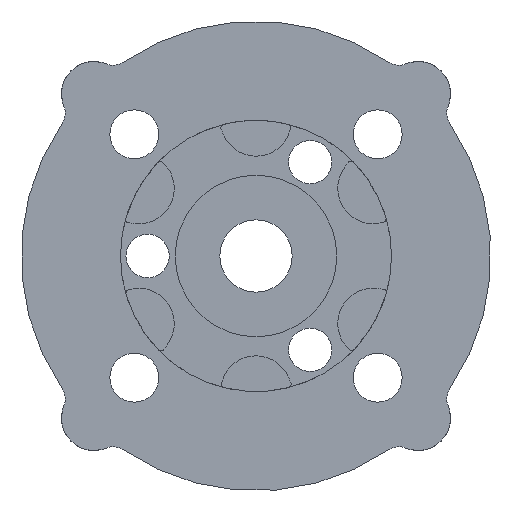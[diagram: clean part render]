
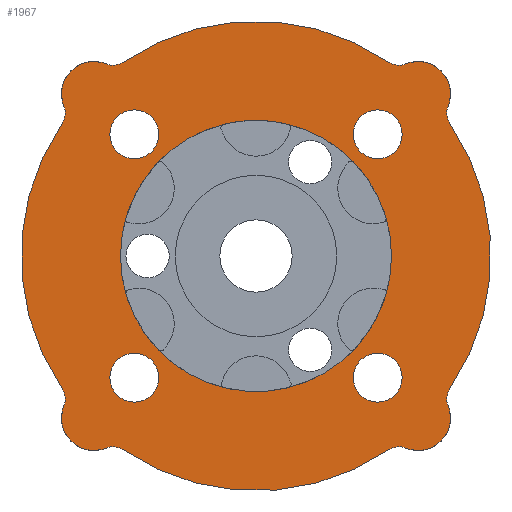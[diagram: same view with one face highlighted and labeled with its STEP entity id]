
A CAD part, front view. The second image highlights one B-rep face of the part: STEP entity #1967.
In plain terms, the highlighted planar face has unit normal (0, -1, 0).
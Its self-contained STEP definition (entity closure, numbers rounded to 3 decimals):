
#26=FACE_BOUND('',#215,.T.);
#27=FACE_BOUND('',#216,.T.);
#28=FACE_BOUND('',#217,.T.);
#29=FACE_BOUND('',#218,.T.);
#30=FACE_BOUND('',#219,.T.);
#35=PLANE('',#2242);
#102=FACE_OUTER_BOUND('',#214,.T.);
#214=EDGE_LOOP('',(#1560,#1561,#1562,#1563,#1564,#1565,#1566,#1567,#1568,
#1569,#1570,#1571,#1572,#1573,#1574,#1575));
#215=EDGE_LOOP('',(#1576,#1577));
#216=EDGE_LOOP('',(#1578,#1579));
#217=EDGE_LOOP('',(#1580,#1581));
#218=EDGE_LOOP('',(#1582,#1583));
#219=EDGE_LOOP('',(#1584,#1585));
#509=CIRCLE('',#2050,1.);
#512=CIRCLE('',#2054,1.);
#521=CIRCLE('',#2068,1.786);
#525=CIRCLE('',#2073,1.786);
#561=CIRCLE('',#2123,1.353);
#564=CIRCLE('',#2126,1.353);
#565=CIRCLE('',#2128,1.353);
#568=CIRCLE('',#2131,1.353);
#569=CIRCLE('',#2133,1.353);
#572=CIRCLE('',#2136,1.353);
#573=CIRCLE('',#2138,1.353);
#576=CIRCLE('',#2141,1.353);
#582=CIRCLE('',#2149,13.);
#590=CIRCLE('',#2158,7.5);
#591=CIRCLE('',#2159,7.5);
#633=CIRCLE('',#2205,13.);
#634=CIRCLE('',#2207,13.);
#635=CIRCLE('',#2209,13.);
#663=CIRCLE('',#2243,1.);
#664=CIRCLE('',#2244,1.);
#665=CIRCLE('',#2245,1.);
#666=CIRCLE('',#2246,1.786);
#667=CIRCLE('',#2247,1.);
#668=CIRCLE('',#2248,1.786);
#669=CIRCLE('',#2249,1.);
#670=CIRCLE('',#2250,1.);
#702=VERTEX_POINT('',#3049);
#703=VERTEX_POINT('',#3050);
#708=VERTEX_POINT('',#3061);
#709=VERTEX_POINT('',#3063);
#726=VERTEX_POINT('',#3103);
#732=VERTEX_POINT('',#3117);
#733=VERTEX_POINT('',#3118);
#786=VERTEX_POINT('',#3319);
#787=VERTEX_POINT('',#3320);
#790=VERTEX_POINT('',#3329);
#791=VERTEX_POINT('',#3330);
#794=VERTEX_POINT('',#3339);
#795=VERTEX_POINT('',#3340);
#798=VERTEX_POINT('',#3349);
#799=VERTEX_POINT('',#3350);
#807=VERTEX_POINT('',#3371);
#818=VERTEX_POINT('',#3397);
#819=VERTEX_POINT('',#3399);
#865=VERTEX_POINT('',#3510);
#866=VERTEX_POINT('',#3511);
#867=VERTEX_POINT('',#3516);
#868=VERTEX_POINT('',#3520);
#869=VERTEX_POINT('',#3521);
#885=VERTEX_POINT('',#3577);
#886=VERTEX_POINT('',#3580);
#887=VERTEX_POINT('',#3582);
#914=EDGE_CURVE('',#702,#703,#509,.T.);
#920=EDGE_CURVE('',#709,#708,#512,.T.);
#938=EDGE_CURVE('',#726,#708,#521,.T.);
#945=EDGE_CURVE('',#732,#733,#525,.T.);
#1009=EDGE_CURVE('',#786,#787,#561,.T.);
#1013=EDGE_CURVE('',#787,#786,#564,.T.);
#1014=EDGE_CURVE('',#790,#791,#565,.T.);
#1018=EDGE_CURVE('',#791,#790,#568,.T.);
#1019=EDGE_CURVE('',#794,#795,#569,.T.);
#1023=EDGE_CURVE('',#795,#794,#572,.T.);
#1024=EDGE_CURVE('',#798,#799,#573,.T.);
#1028=EDGE_CURVE('',#799,#798,#576,.T.);
#1036=EDGE_CURVE('',#703,#807,#582,.T.);
#1050=EDGE_CURVE('',#818,#819,#590,.T.);
#1051=EDGE_CURVE('',#819,#818,#591,.T.);
#1111=EDGE_CURVE('',#865,#866,#633,.T.);
#1114=EDGE_CURVE('',#867,#709,#634,.T.);
#1116=EDGE_CURVE('',#868,#869,#635,.T.);
#1148=EDGE_CURVE('',#732,#867,#663,.T.);
#1149=EDGE_CURVE('',#726,#865,#664,.T.);
#1150=EDGE_CURVE('',#866,#885,#665,.T.);
#1151=EDGE_CURVE('',#702,#885,#666,.T.);
#1152=EDGE_CURVE('',#807,#886,#667,.T.);
#1153=EDGE_CURVE('',#887,#886,#668,.T.);
#1154=EDGE_CURVE('',#887,#868,#669,.T.);
#1155=EDGE_CURVE('',#869,#733,#670,.T.);
#1560=ORIENTED_EDGE('',*,*,#945,.F.);
#1561=ORIENTED_EDGE('',*,*,#1148,.T.);
#1562=ORIENTED_EDGE('',*,*,#1114,.T.);
#1563=ORIENTED_EDGE('',*,*,#920,.T.);
#1564=ORIENTED_EDGE('',*,*,#938,.F.);
#1565=ORIENTED_EDGE('',*,*,#1149,.T.);
#1566=ORIENTED_EDGE('',*,*,#1111,.T.);
#1567=ORIENTED_EDGE('',*,*,#1150,.T.);
#1568=ORIENTED_EDGE('',*,*,#1151,.F.);
#1569=ORIENTED_EDGE('',*,*,#914,.T.);
#1570=ORIENTED_EDGE('',*,*,#1036,.T.);
#1571=ORIENTED_EDGE('',*,*,#1152,.T.);
#1572=ORIENTED_EDGE('',*,*,#1153,.F.);
#1573=ORIENTED_EDGE('',*,*,#1154,.T.);
#1574=ORIENTED_EDGE('',*,*,#1116,.T.);
#1575=ORIENTED_EDGE('',*,*,#1155,.T.);
#1576=ORIENTED_EDGE('',*,*,#1009,.F.);
#1577=ORIENTED_EDGE('',*,*,#1013,.F.);
#1578=ORIENTED_EDGE('',*,*,#1014,.F.);
#1579=ORIENTED_EDGE('',*,*,#1018,.F.);
#1580=ORIENTED_EDGE('',*,*,#1019,.F.);
#1581=ORIENTED_EDGE('',*,*,#1023,.F.);
#1582=ORIENTED_EDGE('',*,*,#1024,.F.);
#1583=ORIENTED_EDGE('',*,*,#1028,.F.);
#1584=ORIENTED_EDGE('',*,*,#1051,.F.);
#1585=ORIENTED_EDGE('',*,*,#1050,.F.);
#1967=ADVANCED_FACE('',(#102,#26,#27,#28,#29,#30),#35,.T.);
#2050=AXIS2_PLACEMENT_3D('',#3051,#2347,#2348);
#2054=AXIS2_PLACEMENT_3D('',#3064,#2358,#2359);
#2068=AXIS2_PLACEMENT_3D('',#3104,#2395,#2396);
#2073=AXIS2_PLACEMENT_3D('',#3119,#2408,#2409);
#2123=AXIS2_PLACEMENT_3D('',#3321,#2530,#2531);
#2126=AXIS2_PLACEMENT_3D('',#3327,#2537,#2538);
#2128=AXIS2_PLACEMENT_3D('',#3331,#2541,#2542);
#2131=AXIS2_PLACEMENT_3D('',#3337,#2548,#2549);
#2133=AXIS2_PLACEMENT_3D('',#3341,#2552,#2553);
#2136=AXIS2_PLACEMENT_3D('',#3347,#2559,#2560);
#2138=AXIS2_PLACEMENT_3D('',#3351,#2563,#2564);
#2141=AXIS2_PLACEMENT_3D('',#3357,#2570,#2571);
#2149=AXIS2_PLACEMENT_3D('',#3373,#2588,#2589);
#2158=AXIS2_PLACEMENT_3D('',#3400,#2612,#2613);
#2159=AXIS2_PLACEMENT_3D('',#3401,#2614,#2615);
#2205=AXIS2_PLACEMENT_3D('',#3512,#2724,#2725);
#2207=AXIS2_PLACEMENT_3D('',#3517,#2730,#2731);
#2209=AXIS2_PLACEMENT_3D('',#3522,#2735,#2736);
#2242=AXIS2_PLACEMENT_3D('',#3574,#2805,#2806);
#2243=AXIS2_PLACEMENT_3D('',#3575,#2807,#2808);
#2244=AXIS2_PLACEMENT_3D('',#3576,#2809,#2810);
#2245=AXIS2_PLACEMENT_3D('',#3578,#2811,#2812);
#2246=AXIS2_PLACEMENT_3D('',#3579,#2813,#2814);
#2247=AXIS2_PLACEMENT_3D('',#3581,#2815,#2816);
#2248=AXIS2_PLACEMENT_3D('',#3583,#2817,#2818);
#2249=AXIS2_PLACEMENT_3D('',#3584,#2819,#2820);
#2250=AXIS2_PLACEMENT_3D('',#3585,#2821,#2822);
#2347=DIRECTION('center_axis',(0.,1.,0.));
#2348=DIRECTION('ref_axis',(0.,0.,-1.));
#2358=DIRECTION('center_axis',(0.,1.,0.));
#2359=DIRECTION('ref_axis',(0.,0.,-1.));
#2395=DIRECTION('center_axis',(0.,1.,0.));
#2396=DIRECTION('ref_axis',(0.,0.,-1.));
#2408=DIRECTION('center_axis',(0.,1.,0.));
#2409=DIRECTION('ref_axis',(0.,0.,-1.));
#2530=DIRECTION('center_axis',(0.,-1.,0.));
#2531=DIRECTION('ref_axis',(0.,0.,-1.));
#2537=DIRECTION('center_axis',(0.,-1.,0.));
#2538=DIRECTION('ref_axis',(0.,0.,-1.));
#2541=DIRECTION('center_axis',(0.,-1.,0.));
#2542=DIRECTION('ref_axis',(0.,0.,-1.));
#2548=DIRECTION('center_axis',(0.,-1.,0.));
#2549=DIRECTION('ref_axis',(0.,0.,-1.));
#2552=DIRECTION('center_axis',(0.,-1.,0.));
#2553=DIRECTION('ref_axis',(0.,0.,-1.));
#2559=DIRECTION('center_axis',(0.,-1.,0.));
#2560=DIRECTION('ref_axis',(0.,0.,-1.));
#2563=DIRECTION('center_axis',(0.,-1.,0.));
#2564=DIRECTION('ref_axis',(0.,0.,-1.));
#2570=DIRECTION('center_axis',(0.,-1.,0.));
#2571=DIRECTION('ref_axis',(0.,0.,-1.));
#2588=DIRECTION('center_axis',(0.,-1.,0.));
#2589=DIRECTION('ref_axis',(0.,0.,-1.));
#2612=DIRECTION('center_axis',(0.,-1.,0.));
#2613=DIRECTION('ref_axis',(0.,0.,-1.));
#2614=DIRECTION('center_axis',(0.,-1.,0.));
#2615=DIRECTION('ref_axis',(0.,0.,-1.));
#2724=DIRECTION('center_axis',(0.,-1.,0.));
#2725=DIRECTION('ref_axis',(0.,0.,-1.));
#2730=DIRECTION('center_axis',(0.,-1.,0.));
#2731=DIRECTION('ref_axis',(0.,0.,-1.));
#2735=DIRECTION('center_axis',(0.,-1.,0.));
#2736=DIRECTION('ref_axis',(0.,0.,-1.));
#2805=DIRECTION('center_axis',(0.,-1.,0.));
#2806=DIRECTION('ref_axis',(0.,0.,-1.));
#2807=DIRECTION('center_axis',(0.,1.,0.));
#2808=DIRECTION('ref_axis',(0.,0.,-1.));
#2809=DIRECTION('center_axis',(0.,1.,0.));
#2810=DIRECTION('ref_axis',(0.,0.,-1.));
#2811=DIRECTION('center_axis',(0.,1.,0.));
#2812=DIRECTION('ref_axis',(0.,0.,-1.));
#2813=DIRECTION('center_axis',(0.,1.,0.));
#2814=DIRECTION('ref_axis',(0.,0.,-1.));
#2815=DIRECTION('center_axis',(0.,1.,0.));
#2816=DIRECTION('ref_axis',(0.,0.,-1.));
#2817=DIRECTION('center_axis',(0.,1.,0.));
#2818=DIRECTION('ref_axis',(0.,0.,-1.));
#2819=DIRECTION('center_axis',(0.,1.,0.));
#2820=DIRECTION('ref_axis',(0.,0.,-1.));
#2821=DIRECTION('center_axis',(0.,1.,0.));
#2822=DIRECTION('ref_axis',(0.,0.,-1.));
#3049=CARTESIAN_POINT('',(-8.293,5.5,-10.629));
#3050=CARTESIAN_POINT('',(-7.344,5.5,-10.727));
#3051=CARTESIAN_POINT('Origin',(-7.909,5.5,-11.552));
#3061=CARTESIAN_POINT('',(-8.293,5.5,10.629));
#3063=CARTESIAN_POINT('',(-7.344,5.5,10.727));
#3064=CARTESIAN_POINT('Origin',(-7.909,5.5,11.552));
#3103=CARTESIAN_POINT('',(-10.629,5.5,8.293));
#3104=CARTESIAN_POINT('Origin',(-8.98,5.5,8.98));
#3117=CARTESIAN_POINT('',(8.293,5.5,10.629));
#3118=CARTESIAN_POINT('',(10.629,5.5,8.293));
#3119=CARTESIAN_POINT('Origin',(8.98,5.5,8.98));
#3319=CARTESIAN_POINT('',(-6.735,5.5,-5.383));
#3320=CARTESIAN_POINT('',(-6.735,5.5,-8.088));
#3321=CARTESIAN_POINT('Origin',(-6.735,5.5,-6.735));
#3327=CARTESIAN_POINT('Origin',(-6.735,5.5,-6.735));
#3329=CARTESIAN_POINT('',(6.735,5.5,8.088));
#3330=CARTESIAN_POINT('',(6.735,5.5,5.383));
#3331=CARTESIAN_POINT('Origin',(6.735,5.5,6.735));
#3337=CARTESIAN_POINT('Origin',(6.735,5.5,6.735));
#3339=CARTESIAN_POINT('',(6.735,5.5,-5.383));
#3340=CARTESIAN_POINT('',(6.735,5.5,-8.088));
#3341=CARTESIAN_POINT('Origin',(6.735,5.5,-6.735));
#3347=CARTESIAN_POINT('Origin',(6.735,5.5,-6.735));
#3349=CARTESIAN_POINT('',(-6.735,5.5,8.088));
#3350=CARTESIAN_POINT('',(-6.735,5.5,5.383));
#3351=CARTESIAN_POINT('Origin',(-6.735,5.5,6.735));
#3357=CARTESIAN_POINT('Origin',(-6.735,5.5,6.735));
#3371=CARTESIAN_POINT('',(7.344,5.5,-10.727));
#3373=CARTESIAN_POINT('Origin',(0.,5.5,0.));
#3397=CARTESIAN_POINT('',(0.,5.5,7.5));
#3399=CARTESIAN_POINT('',(0.,5.5,-7.5));
#3400=CARTESIAN_POINT('Origin',(0.,5.5,0.));
#3401=CARTESIAN_POINT('Origin',(0.,5.5,0.));
#3510=CARTESIAN_POINT('',(-10.727,5.5,7.344));
#3511=CARTESIAN_POINT('',(-10.727,5.5,-7.344));
#3512=CARTESIAN_POINT('Origin',(0.,5.5,0.));
#3516=CARTESIAN_POINT('',(7.344,5.5,10.727));
#3517=CARTESIAN_POINT('Origin',(0.,5.5,0.));
#3520=CARTESIAN_POINT('',(10.727,5.5,-7.344));
#3521=CARTESIAN_POINT('',(10.727,5.5,7.344));
#3522=CARTESIAN_POINT('Origin',(0.,5.5,0.));
#3574=CARTESIAN_POINT('Origin',(7.5,5.5,0.));
#3575=CARTESIAN_POINT('Origin',(7.909,5.5,11.552));
#3576=CARTESIAN_POINT('Origin',(-11.552,5.5,7.909));
#3577=CARTESIAN_POINT('',(-10.629,5.5,-8.293));
#3578=CARTESIAN_POINT('Origin',(-11.552,5.5,-7.909));
#3579=CARTESIAN_POINT('Origin',(-8.98,5.5,-8.98));
#3580=CARTESIAN_POINT('',(8.293,5.5,-10.629));
#3581=CARTESIAN_POINT('Origin',(7.909,5.5,-11.552));
#3582=CARTESIAN_POINT('',(10.629,5.5,-8.293));
#3583=CARTESIAN_POINT('Origin',(8.98,5.5,-8.98));
#3584=CARTESIAN_POINT('Origin',(11.552,5.5,-7.909));
#3585=CARTESIAN_POINT('Origin',(11.552,5.5,7.909));
